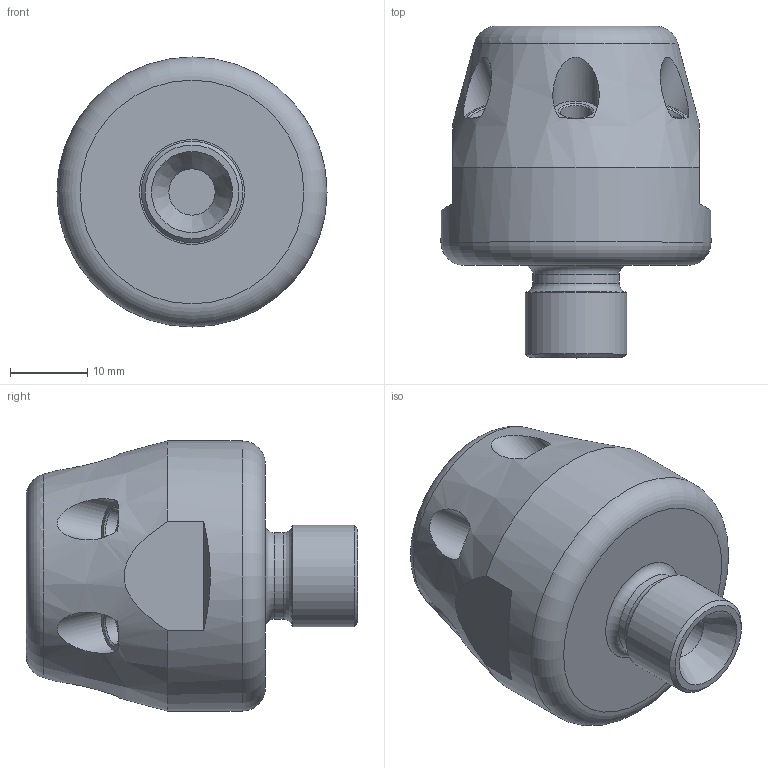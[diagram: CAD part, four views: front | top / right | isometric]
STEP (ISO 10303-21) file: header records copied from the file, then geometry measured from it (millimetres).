
FILE_DESCRIPTION(/* description */ ('Unknown'),/* implementation_level */ '2;1');
FILE_NAME(/* name */ '040075215_Schubstück_ST-458.1',/* time_stamp */ '2019-02-04T14:16:57+01:00',/* author */ ('Unknown'),/* organization */ ('Unknown'),/* preprocessor_version */ 'ST-DEVELOPER v16.7',/* originating_system */ 'DEX',/* authorisation */ $);
FILE_SCHEMA (('AUTOMOTIVE_DESIGN {1 0 10303 214 3 1 1}'));
Length unit declared in the file: millimetre
Products named in the file (1): Schubstück_ST-458.1_G1_2IG-G1_4AG_00145753
Bounding box: 35 x 43 x 35 mm (x, y, z)
Volume: 20341.4 mm3; surface area: 7173.5 mm2
Topology: 1 solids, 1 shells, 59 faces, 133 edges, 84 vertices
Faces by surface type: cylinder 29, plane 15, cone 11, torus 4
Full cylindrical faces by diameter (mm): 4.134 x12, 6 x1, 11.2 x1, 13.16 x1, 19.13 x1, 35 x1
Entity records: 2009 total; most frequent: CARTESIAN_POINT 488, DIRECTION 240, ORIENTED_EDGE 166, AXIS2_PLACEMENT_3D 117, EDGE_LOOP 100, FACE_BOUND 100, EDGE_CURVE 83, VERTEX_POINT 67
